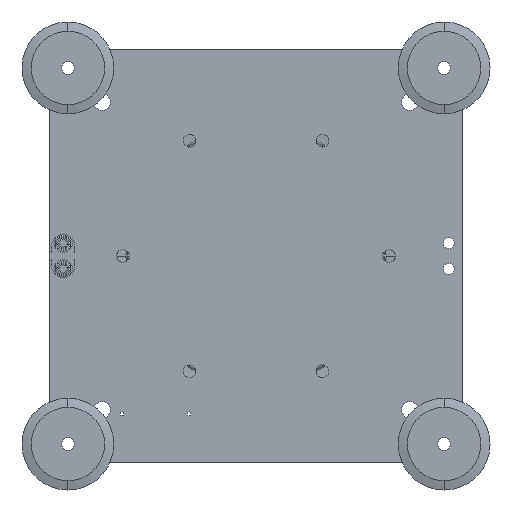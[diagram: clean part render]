
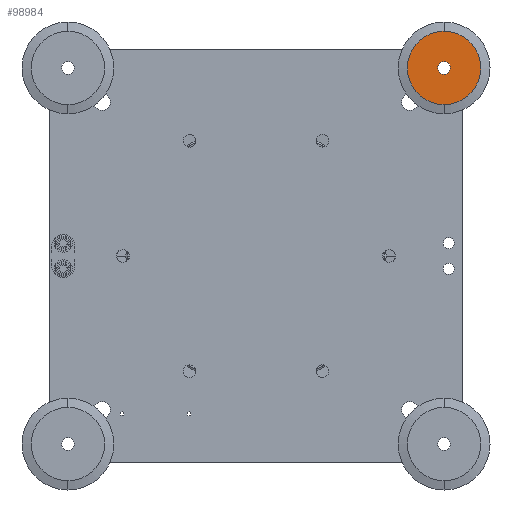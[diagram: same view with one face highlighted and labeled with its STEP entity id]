
A CAD part, front view. The second image highlights one B-rep face of the part: STEP entity #98984.
In plain terms, the highlighted planar face has unit normal (0, -1, 0).
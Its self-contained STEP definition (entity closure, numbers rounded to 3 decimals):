
#98551=CARTESIAN_POINT('',(205.,0.,205.));
#98552=DIRECTION('',(0.,-1.,0.));
#98553=DIRECTION('',(0.,0.,-1.));
#98554=AXIS2_PLACEMENT_3D('',#98551,#98552,#98553);
#98556=CARTESIAN_POINT('',(205.,0.,205.));
#98557=DIRECTION('',(0.,-1.,0.));
#98558=DIRECTION('',(0.,0.,1.));
#98559=AXIS2_PLACEMENT_3D('',#98556,#98557,#98558);
#98570=CARTESIAN_POINT('',(205.,0.,205.));
#98571=DIRECTION('',(0.,-1.,0.));
#98572=DIRECTION('',(0.,0.,1.));
#98573=AXIS2_PLACEMENT_3D('',#98570,#98571,#98572);
#98669=CARTESIAN_POINT('',(205.,0.,205.));
#98670=DIRECTION('',(0.,1.,0.));
#98671=DIRECTION('',(0.,0.,1.));
#98672=AXIS2_PLACEMENT_3D('',#98669,#98670,#98671);
#98887=CARTESIAN_POINT('',(205.,0.,245.));
#98888=CARTESIAN_POINT('',(205.,0.,165.));
#98889=VERTEX_POINT('',#98887);
#98890=VERTEX_POINT('',#98888);
#98959=CARTESIAN_POINT('',(205.,0.,198.));
#98960=CARTESIAN_POINT('',(205.,0.,212.));
#98961=VERTEX_POINT('',#98959);
#98962=VERTEX_POINT('',#98960);
#98967=CARTESIAN_POINT('',(205.,0.,205.));
#98968=DIRECTION('',(0.,1.,0.));
#98969=DIRECTION('',(0.,0.,1.));
#98970=AXIS2_PLACEMENT_3D('',#98967,#98968,#98969);
#98971=PLANE('',#98970);
#98973=ORIENTED_EDGE('',*,*,#98972,.F.);
#98975=ORIENTED_EDGE('',*,*,#98974,.T.);
#98976=EDGE_LOOP('',(#98973,#98975));
#98977=FACE_OUTER_BOUND('',#98976,.F.);
#98979=ORIENTED_EDGE('',*,*,#98978,.T.);
#98981=ORIENTED_EDGE('',*,*,#98980,.T.);
#98982=EDGE_LOOP('',(#98979,#98981));
#98983=FACE_BOUND('',#98982,.F.);
#98984=ADVANCED_FACE('',(#98977,#98983),#98971,.F.);
#98555=CIRCLE('',#98554,7.);
#98560=CIRCLE('',#98559,7.);
#98574=CIRCLE('',#98573,40.);
#98673=CIRCLE('',#98672,40.);
#98972=EDGE_CURVE('',#98889,#98890,#98574,.T.);
#98974=EDGE_CURVE('',#98889,#98890,#98673,.T.);
#98978=EDGE_CURVE('',#98961,#98962,#98555,.T.);
#98980=EDGE_CURVE('',#98962,#98961,#98560,.T.);
